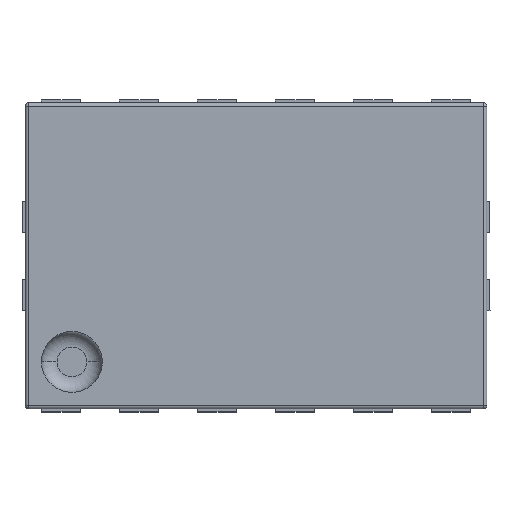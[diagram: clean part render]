
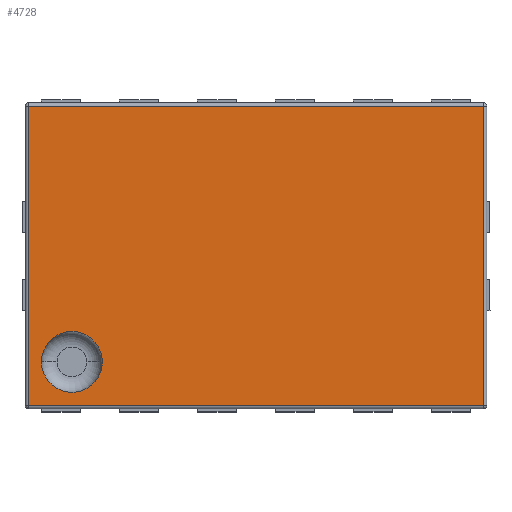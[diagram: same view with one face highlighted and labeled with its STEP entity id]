
A CAD part, top view. The second image highlights one B-rep face of the part: STEP entity #4728.
In plain terms, the highlighted planar face has unit normal (0, 0, 1).
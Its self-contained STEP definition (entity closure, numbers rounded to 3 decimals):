
#57 = FACE_OUTER_BOUND ( 'NONE', #1317, .T. ) ;
#215 = EDGE_CURVE ( 'NONE', #3237, #768, #505, .T. ) ;
#288 = EDGE_CURVE ( 'NONE', #2088, #3587, #4310, .T. ) ;
#317 = CIRCLE ( 'NONE', #774, 0.195 ) ;
#319 = EDGE_CURVE ( 'NONE', #4200, #3237, #5371, .T. ) ;
#392 = EDGE_CURVE ( 'NONE', #768, #4632, #1840, .T. ) ;
#398 = CARTESIAN_POINT ( 'NONE',  ( -0.085, -1.96, 0.8 ) ) ;
#433 = EDGE_CURVE ( 'NONE', #4632, #4200, #2468, .T. ) ;
#434 = CARTESIAN_POINT ( 'NONE',  ( 1.375, -1., 0.8 ) ) ;
#505 = LINE ( 'NONE', #5279, #5158 ) ;
#562 = CARTESIAN_POINT ( 'NONE',  ( 0., -1.68, 0.8 ) ) ;
#768 = VERTEX_POINT ( 'NONE', #3705 ) ;
#772 = CARTESIAN_POINT ( 'NONE',  ( -0.085, -1., 0.8 ) ) ;
#774 = AXIS2_PLACEMENT_3D ( 'NONE', #4911, #2215, #5373 ) ;
#897 = DIRECTION ( 'NONE',  ( 1., 0., 0. ) ) ;
#1317 = EDGE_LOOP ( 'NONE', ( #3716, #2922, #4063, #3582 ) ) ;
#1801 = ORIENTED_EDGE ( 'NONE', *, *, #2704, .T. ) ;
#1840 = LINE ( 'NONE', #4328, #4097 ) ;
#1917 = VECTOR ( 'NONE', #5335, 1000. ) ;
#2088 = VERTEX_POINT ( 'NONE', #562 ) ;
#2215 = DIRECTION ( 'NONE',  ( 0., 0., -1. ) ) ;
#2468 = LINE ( 'NONE', #772, #3523 ) ;
#2524 = DIRECTION ( 'NONE',  ( -1., 0., 0. ) ) ;
#2643 = DIRECTION ( 'NONE',  ( -1., 0., 0. ) ) ;
#2704 = EDGE_CURVE ( 'NONE', #3587, #2088, #317, .T. ) ;
#2922 = ORIENTED_EDGE ( 'NONE', *, *, #392, .T. ) ;
#3099 = CARTESIAN_POINT ( 'NONE',  ( 2.835, -1.96, 0.8 ) ) ;
#3187 = AXIS2_PLACEMENT_3D ( 'NONE', #434, #3579, #897 ) ;
#3237 = VERTEX_POINT ( 'NONE', #3099 ) ;
#3458 = DIRECTION ( 'NONE',  ( 0., -1., 0. ) ) ;
#3500 = DIRECTION ( 'NONE',  ( 0., 1., 0. ) ) ;
#3523 = VECTOR ( 'NONE', #3458, 1000. ) ;
#3535 = CARTESIAN_POINT ( 'NONE',  ( 1.375, -1.96, 0.8 ) ) ;
#3553 = PLANE ( 'NONE',  #3187 ) ;
#3579 = DIRECTION ( 'NONE',  ( 0., 0., 1. ) ) ;
#3582 = ORIENTED_EDGE ( 'NONE', *, *, #319, .T. ) ;
#3587 = VERTEX_POINT ( 'NONE', #5194 ) ;
#3705 = CARTESIAN_POINT ( 'NONE',  ( 2.835, -0.04, 0.8 ) ) ;
#3716 = ORIENTED_EDGE ( 'NONE', *, *, #215, .T. ) ;
#4063 = ORIENTED_EDGE ( 'NONE', *, *, #433, .T. ) ;
#4097 = VECTOR ( 'NONE', #2524, 1000. ) ;
#4125 = AXIS2_PLACEMENT_3D ( 'NONE', #4895, #5363, #2643 ) ;
#4200 = VERTEX_POINT ( 'NONE', #398 ) ;
#4310 = CIRCLE ( 'NONE', #4125, 0.195 ) ;
#4328 = CARTESIAN_POINT ( 'NONE',  ( 1.375, -0.04, 0.8 ) ) ;
#4408 = CARTESIAN_POINT ( 'NONE',  ( -0.085, -0.04, 0.8 ) ) ;
#4632 = VERTEX_POINT ( 'NONE', #4408 ) ;
#4702 = FACE_BOUND ( 'NONE', #4901, .T. ) ;
#4728 = ADVANCED_FACE ( 'NONE', ( #4702, #57 ), #3553, .T. ) ;
#4895 = CARTESIAN_POINT ( 'NONE',  ( 0.195, -1.68, 0.8 ) ) ;
#4901 = EDGE_LOOP ( 'NONE', ( #5368, #1801 ) ) ;
#4911 = CARTESIAN_POINT ( 'NONE',  ( 0.195, -1.68, 0.8 ) ) ;
#5158 = VECTOR ( 'NONE', #3500, 1000. ) ;
#5194 = CARTESIAN_POINT ( 'NONE',  ( 0.39, -1.68, 0.8 ) ) ;
#5279 = CARTESIAN_POINT ( 'NONE',  ( 2.835, -1., 0.8 ) ) ;
#5335 = DIRECTION ( 'NONE',  ( 1., 0., 0. ) ) ;
#5363 = DIRECTION ( 'NONE',  ( 0., 0., -1. ) ) ;
#5368 = ORIENTED_EDGE ( 'NONE', *, *, #288, .T. ) ;
#5371 = LINE ( 'NONE', #3535, #1917 ) ;
#5373 = DIRECTION ( 'NONE',  ( -1., 0., 0. ) ) ;
